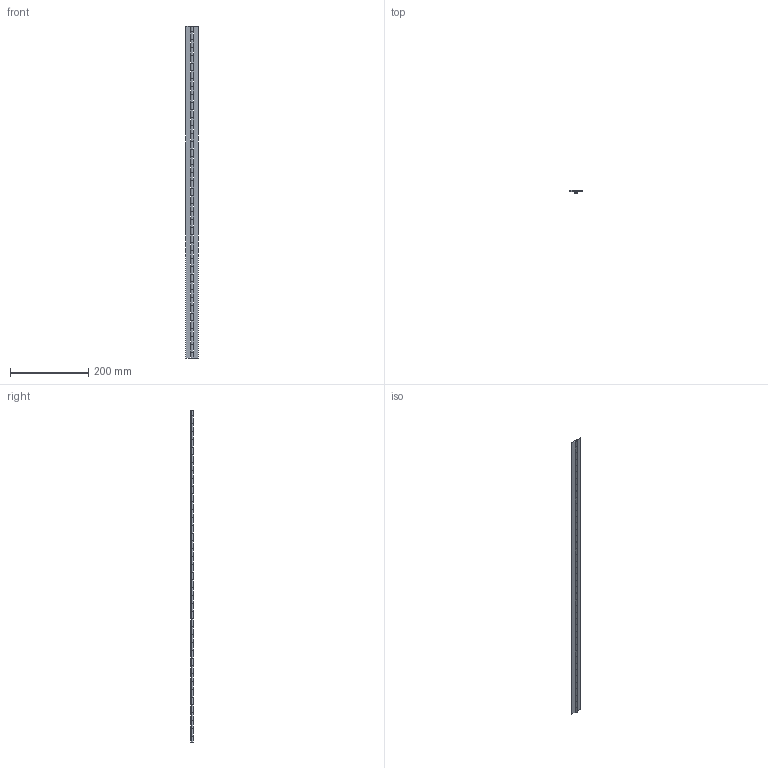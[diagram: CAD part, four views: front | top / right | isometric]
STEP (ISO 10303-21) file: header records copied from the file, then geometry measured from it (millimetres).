
FILE_DESCRIPTION((''),'2;1');
FILE_NAME('','2005-04-20T10:07:49',(''),(''),'','CADfix','');
FILE_SCHEMA(('AUTOMOTIVE_DESIGN'));
Length unit declared in the file: millimetre
Products named in the file (4): shaft; hinge piece_B; hinge piece_A; TH_76SUS_3_15475_36
Assembly tree (3 placements, depth 2):
  TH_76SUS_3_15475_36
    shaft
    hinge piece_B
    hinge piece_A
Bounding box: 32 x 6.5 x 850 mm (x, y, z)
Volume: 60669.9 mm3; surface area: 86727.8 mm2
Topology: 3 solids, 3 shells, 270 faces, 796 edges, 532 vertices
Faces by surface type: bspline 270
Entity records: 9945 total; most frequent: CARTESIAN_POINT 5310, ORIENTED_EDGE 1592, EDGE_CURVE 796, QUASI_UNIFORM_CURVE 616, VERTEX_POINT 532, EDGE_LOOP 270, FACE_OUTER_BOUND 270, ADVANCED_FACE 270
